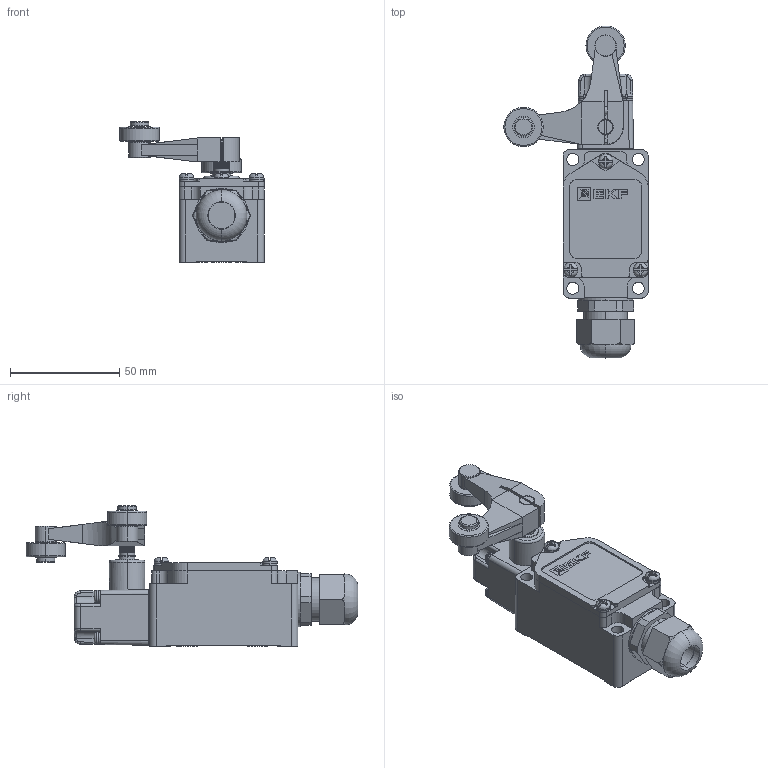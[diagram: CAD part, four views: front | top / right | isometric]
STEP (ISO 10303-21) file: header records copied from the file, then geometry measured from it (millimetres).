
FILE_DESCRIPTION (( 'STEP AP214' ), '1' );
FILE_NAME ('LSE-WLCA32-41.ÃÌ Êîíöåâîé âûêëþ÷àòåëü áåç ñàìîâîçâðàòà WLCA32-41.STEP', '2024-11-01T14:27:42', ( '' ), ( '' ), 'SwSTEP 2.0', 'SolidWorks 2021', '' );
FILE_SCHEMA (( 'AUTOMOTIVE_DESIGN' ));
Length unit declared in the file: millimetre
Products named in the file (1): LSE-WLCA32-41.ÃÌ Êîíöåâîé âûêëþ÷àòåëü áåç ñàìîâîçâðàòà WLCA32-41
Bounding box: 66.1 x 152.07 x 64.5 mm (x, y, z)
Volume: 131570.1 mm3; surface area: 39060.5 mm2
Topology: 15 solids, 15 shells, 905 faces, 2258 edges, 1475 vertices
Faces by surface type: plane 623, cylinder 195, torus 62, bspline 20, cone 5
Entity records: 28778 total; most frequent: CARTESIAN_POINT 5899, ORIENTED_EDGE 4516, DIRECTION 4469, EDGE_CURVE 2258, AXIS2_PLACEMENT_3D 1511, VERTEX_POINT 1475, LINE 1447, VECTOR 1447
